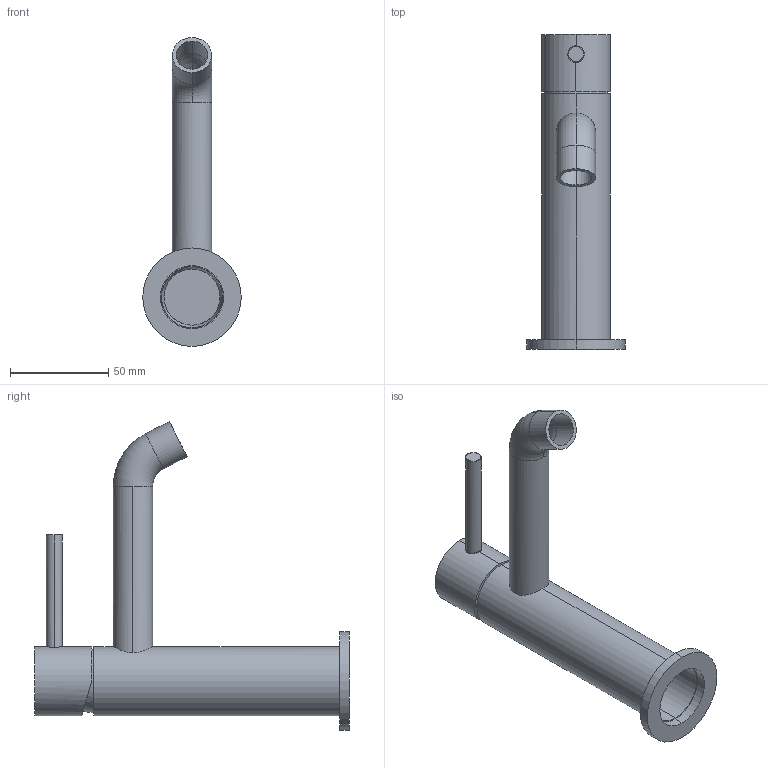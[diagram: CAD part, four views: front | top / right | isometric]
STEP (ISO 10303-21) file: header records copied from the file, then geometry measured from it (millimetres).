
FILE_DESCRIPTION (( 'STEP AP214' ), '1' );
FILE_NAME ('COS Basin Mixer_v11023.STEP', '2023-10-11T11:17:04', ( '' ), ( '' ), 'SwSTEP 2.0', 'SolidWorks 2019', '' );
FILE_SCHEMA (( 'AUTOMOTIVE_DESIGN' ));
Length unit declared in the file: millimetre
Products named in the file (5): Basin mixer shroud_v11023; Standard 35mm BM Handle_v11023; COS Basin Mixer_v11023; Basin Mixer body_v11023_Standard; Basin MIxer Base Plate_v11023
Assembly tree (4 placements, depth 2):
  COS Basin Mixer_v11023
    Basin Mixer body_v11023_Standard
    Basin mixer shroud_v11023
    Standard 35mm BM Handle_v11023
    Basin MIxer Base Plate_v11023
Bounding box: 50 x 160.01 x 156.91 mm (x, y, z)
Volume: 54901.9 mm3; surface area: 53314.6 mm2
Topology: 4 solids, 4 shells, 58 faces, 141 edges, 92 vertices
Faces by surface type: cylinder 30, plane 18, torus 6, sphere 2, bspline 2
Entity records: 2425 total; most frequent: CARTESIAN_POINT 840, DIRECTION 317, ORIENTED_EDGE 278, EDGE_CURVE 139, AXIS2_PLACEMENT_3D 135, VERTEX_POINT 92, CIRCLE 72, EDGE_LOOP 69
